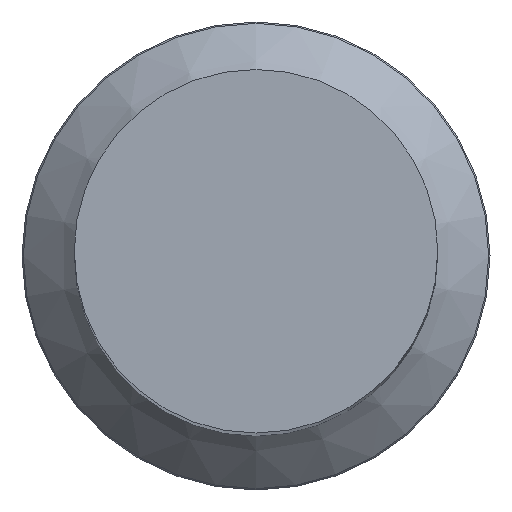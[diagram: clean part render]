
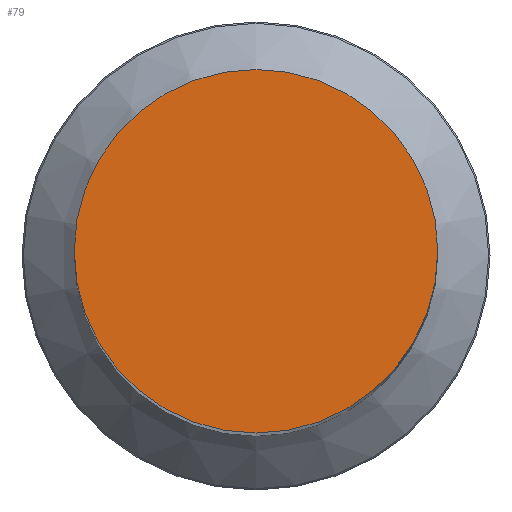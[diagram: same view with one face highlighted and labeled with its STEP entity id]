
A CAD part, top view. The second image highlights one B-rep face of the part: STEP entity #79.
In plain terms, the highlighted planar face has unit normal (0, 0, 1).
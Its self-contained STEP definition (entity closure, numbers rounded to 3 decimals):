
#64=EDGE_CURVE('Unnamed[1]',#137,#137,#138,.T.);
#79=ADVANCED_FACE('Unnamed[1]',(#160),#161,.T.);
#137=VERTEX_POINT('',#222);
#138=CIRCLE('',#223,8.);
#160=FACE_OUTER_BOUND('',#250,.T.);
#161=PLANE('',#251);
#222=CARTESIAN_POINT('',(0.,8.,122.653));
#223=AXIS2_PLACEMENT_3D('',#301,#302,#303);
#250=EDGE_LOOP('',(#328));
#251=AXIS2_PLACEMENT_3D('',#329,#330,#331);
#301=CARTESIAN_POINT('',(0.,0.,122.653));
#302=DIRECTION('',(0.,0.,-1.0));
#303=DIRECTION('',(0.,1.0,0.));
#328=ORIENTED_EDGE('',*,*,#64,.F.);
#329=CARTESIAN_POINT('',(0.,4.,122.653));
#330=DIRECTION('',(0.,0.,1.0));
#331=DIRECTION('',(0.,-1.0,0.));
